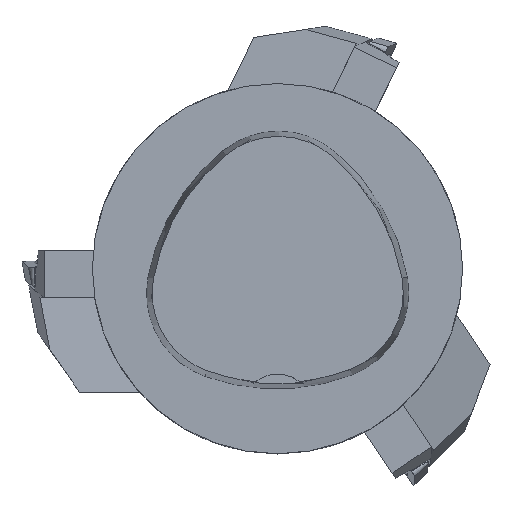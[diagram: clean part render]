
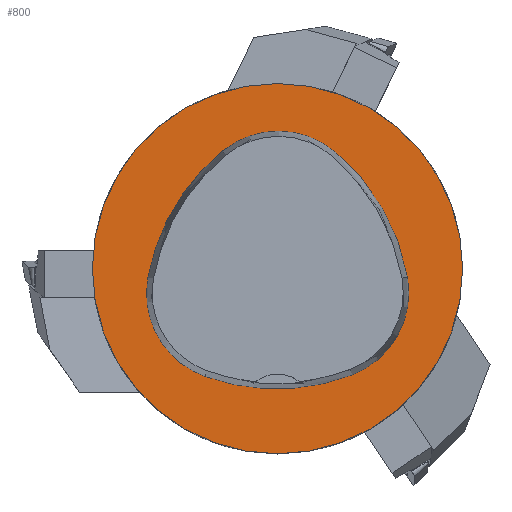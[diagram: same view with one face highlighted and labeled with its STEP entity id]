
A CAD part, top view. The second image highlights one B-rep face of the part: STEP entity #800.
In plain terms, the highlighted planar face has unit normal (0, 0, 1).
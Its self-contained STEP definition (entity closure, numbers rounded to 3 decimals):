
#196=PLANE('',#2595);
#659=FACE_BOUND('',#1035,.T.);
#660=FACE_BOUND('',#1036,.T.);
#800=ADVANCED_FACE('',(#659,#660),#196,.T.);
#1035=EDGE_LOOP('',(#1397,#1398,#1399,#1400,#1401,#1402));
#1036=EDGE_LOOP('',(#1403));
#1397=ORIENTED_EDGE('',*,*,#2138,.T.);
#1398=ORIENTED_EDGE('',*,*,#2118,.T.);
#1399=ORIENTED_EDGE('',*,*,#2122,.T.);
#1400=ORIENTED_EDGE('',*,*,#2125,.T.);
#1401=ORIENTED_EDGE('',*,*,#2128,.T.);
#1402=ORIENTED_EDGE('',*,*,#2136,.T.);
#1403=ORIENTED_EDGE('',*,*,#2109,.F.);
#1858=VERTEX_POINT('',#3638);
#1867=VERTEX_POINT('',#3657);
#1868=VERTEX_POINT('',#3658);
#1871=VERTEX_POINT('',#3666);
#1873=VERTEX_POINT('',#3672);
#1875=VERTEX_POINT('',#3678);
#1882=VERTEX_POINT('',#3699);
#2109=EDGE_CURVE('',#1858,#1858,#2337,.T.);
#2118=EDGE_CURVE('',#1867,#1868,#2338,.T.);
#2122=EDGE_CURVE('',#1868,#1871,#2340,.T.);
#2125=EDGE_CURVE('',#1871,#1873,#2342,.T.);
#2128=EDGE_CURVE('',#1873,#1875,#2344,.T.);
#2136=EDGE_CURVE('',#1875,#1882,#2348,.T.);
#2138=EDGE_CURVE('',#1882,#1867,#2350,.T.);
#2337=CIRCLE('',#2567,31.5);
#2338=CIRCLE('',#2573,36.);
#2340=CIRCLE('',#2576,15.);
#2342=CIRCLE('',#2579,36.);
#2344=CIRCLE('',#2582,15.);
#2348=CIRCLE('',#2587,36.);
#2350=CIRCLE('',#2590,15.);
#2567=AXIS2_PLACEMENT_3D('',#3637,#2916,#2917);
#2573=AXIS2_PLACEMENT_3D('',#3656,#2932,#2933);
#2576=AXIS2_PLACEMENT_3D('',#3665,#2940,#2941);
#2579=AXIS2_PLACEMENT_3D('',#3671,#2947,#2948);
#2582=AXIS2_PLACEMENT_3D('',#3677,#2954,#2955);
#2587=AXIS2_PLACEMENT_3D('',#3700,#2966,#2967);
#2590=AXIS2_PLACEMENT_3D('',#3703,#2972,#2973);
#2595=AXIS2_PLACEMENT_3D('',#3708,#2982,#2983);
#2916=DIRECTION('',(0.,0.,-1.));
#2917=DIRECTION('',(-1.,0.,0.));
#2932=DIRECTION('',(0.,0.,-1.));
#2933=DIRECTION('',(-1.,0.,0.));
#2940=DIRECTION('',(0.,0.,-1.));
#2941=DIRECTION('',(-1.,0.,0.));
#2947=DIRECTION('',(0.,0.,-1.));
#2948=DIRECTION('',(-1.,0.,0.));
#2954=DIRECTION('',(0.,0.,-1.));
#2955=DIRECTION('',(-1.,0.,0.));
#2966=DIRECTION('',(0.,0.,-1.));
#2967=DIRECTION('',(-1.,0.,0.));
#2972=DIRECTION('',(0.,0.,-1.));
#2973=DIRECTION('',(-1.,0.,0.));
#2982=DIRECTION('',(0.,0.,1.));
#2983=DIRECTION('',(1.,0.,0.));
#3637=CARTESIAN_POINT('',(0.,0.,0.));
#3638=CARTESIAN_POINT('',(-31.5,0.,0.));
#3656=CARTESIAN_POINT('',(13.398,-7.893,0.));
#3657=CARTESIAN_POINT('',(-22.041,-1.562,0.));
#3658=CARTESIAN_POINT('',(-9.317,20.036,0.));
#3665=CARTESIAN_POINT('',(0.148,8.399,0.));
#3666=CARTESIAN_POINT('',(9.779,19.898,0.));
#3671=CARTESIAN_POINT('',(-13.337,-7.7,0.));
#3672=CARTESIAN_POINT('',(22.122,-1.48,0.));
#3677=CARTESIAN_POINT('',(7.347,-4.071,0.));
#3678=CARTESIAN_POINT('',(12.693,-18.087,0.));
#3699=CARTESIAN_POINT('',(-12.373,-18.307,0.));
#3700=CARTESIAN_POINT('',(-0.137,15.55,0.));
#3703=CARTESIAN_POINT('',(-7.275,-4.2,0.));
#3708=CARTESIAN_POINT('',(0.,0.,0.));
